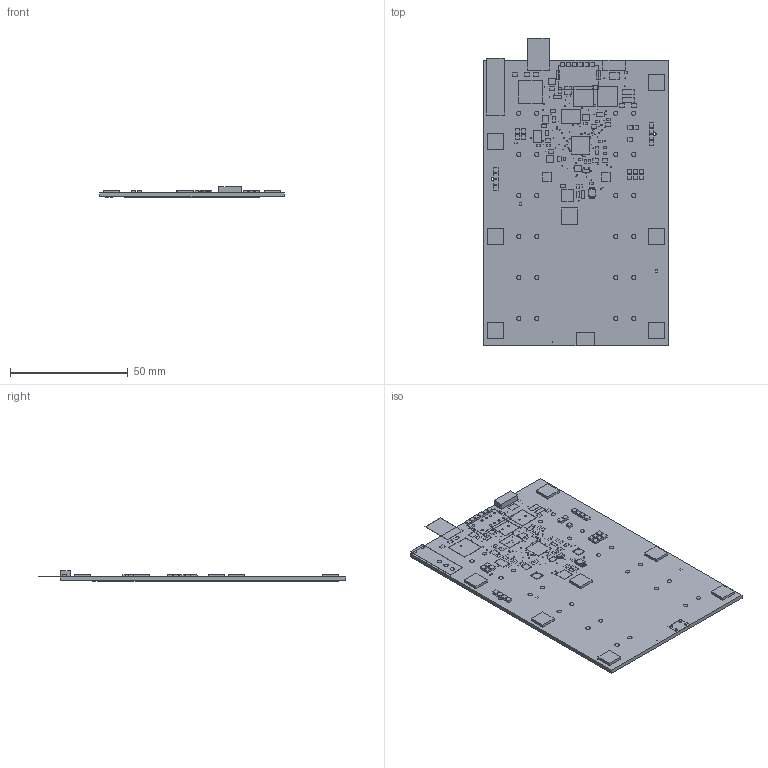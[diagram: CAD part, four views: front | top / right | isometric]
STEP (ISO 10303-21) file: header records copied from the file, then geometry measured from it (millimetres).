
FILE_DESCRIPTION(/* description */ (''),/* implementation_level */ '2;1');
FILE_NAME(/* name */ '168f2a3d-bf23-4426-9a0c-b24f816ab233.stp',/* time_stamp */ '2019-01-18T22:49:11+00:00',/* author */ (''),/* organization */ (''),/* preprocessor_version */ 'ST-DEVELOPER v17.2',/* originating_system */ 'Autodesk Translation Framework v7.6.0.251',/* authorisation */ '');
FILE_SCHEMA (('AUTOMOTIVE_DESIGN { 1 0 10303 214 3 1 1 }'));
Length unit declared in the file: millimetre
Products named in the file (33): 168f2a3d-bf23-4426-9a0c-b24f816ab233; PCB Component; Board; 100K; 10K; SPX3819-3.3; MBR120; ATSAMD21G18_QFN; 32.768; DMG3415U-7 ; MPL3115A2LGA8; SS4-10-3.50-X-D; 1X01; STANDOFF_ELECTRICALMCMASTER-95117A411; 1F 2.7V; LTC3225EDDB#TRMPBF; TACTILE_SWITCH_SMD_4.6X2.8MM; FCI_10103594; FIDUCIAL1X2; PAD-JUMPER-3-2OF3_NC_BY_TRACE_YES_SILK_LARGE; MCP111T-240E/TT; BATTERY-AAA-KEYSTONE92; uFL; MAX-M8; SMA-142-0711-821/826; WS2812B; SMA-142-0711-821/826_1; LT1634-1,25BMCMS8; RED; G6SK-2_DC5; 2N2222; 3,2; 7101K2AV2QE
Assembly tree (113 placements, depth 3):
  168f2a3d-bf23-4426-9a0c-b24f816ab233
    PCB Component
      Board
      100K  x20
      10K  x15
      SPX3819-3.3
      MBR120  x4
      ATSAMD21G18_QFN
      32.768
      DMG3415U-7   x4
      MPL3115A2LGA8
      SS4-10-3.50-X-D
      1X01  x27
      STANDOFF_ELECTRICALMCMASTER-95117A411  x2
      1F 2.7V  x2
      LTC3225EDDB#TRMPBF
      TACTILE_SWITCH_SMD_4.6X2.8MM
      FCI_10103594
      FIDUCIAL1X2  x3
      PAD-JUMPER-3-2OF3_NC_BY_TRACE_YES_SILK_LARGE  x2
      MCP111T-240E/TT
      BATTERY-AAA-KEYSTONE92  x6
      uFL
      MAX-M8
      SMA-142-0711-821/826
      WS2812B
      SMA-142-0711-821/826_1
      LT1634-1,25BMCMS8
      RED
      G6SK-2_DC5
      2N2222
      3,2  x7
      7101K2AV2QE
Bounding box: 78 x 130.43 x 4.34 mm (x, y, z)
Volume: 16746.1 mm3; surface area: 36256.9 mm2
Topology: 112 solids, 112 shells, 1244 faces, 2438 edges, 1616 vertices
Faces by surface type: plane 996, cylinder 248
Full cylindrical faces by diameter (mm): 0.254 x103, 0.3 x1, 0.35 x5, 0.7 x4, 1 x10, 1.016 x27, 1.3 x2, 1.854 x27, 3.2 x7, 3.734 x2
Entity records: 21598 total; most frequent: DIRECTION 3770, CARTESIAN_POINT 3338, ORIENTED_EDGE 2932, EDGE_CURVE 1466, AXIS2_PLACEMENT_3D 1400, LINE 970, VECTOR 970, VERTEX_POINT 968
